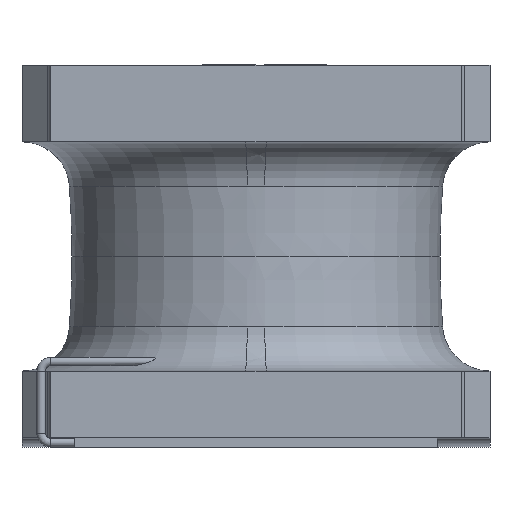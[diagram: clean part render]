
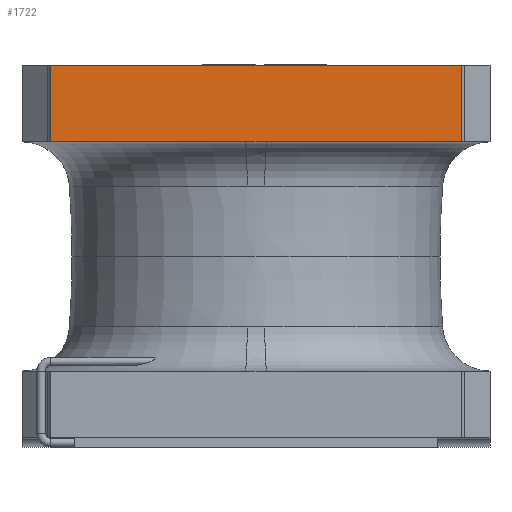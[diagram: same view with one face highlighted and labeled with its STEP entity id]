
A CAD part, front view. The second image highlights one B-rep face of the part: STEP entity #1722.
In plain terms, the highlighted planar face has unit normal (0, -1, 0).
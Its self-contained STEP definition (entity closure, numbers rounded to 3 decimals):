
#67 = ORIENTED_EDGE ( 'NONE', *, *, #14175, .T. ) ;
#340 = LINE ( 'NONE', #6154, #503 ) ;
#438 = DIRECTION ( 'NONE',  ( 1., 0., 0. ) ) ;
#503 = VECTOR ( 'NONE', #13270, 1000. ) ;
#1722 = ADVANCED_FACE ( 'NONE', ( #6302 ), #7735, .F. ) ;
#1845 = DIRECTION ( 'NONE',  ( 0., 0., 1. ) ) ;
#2167 = ORIENTED_EDGE ( 'NONE', *, *, #2584, .F. ) ;
#2278 = EDGE_CURVE ( 'NONE', #12396, #9582, #16021, .T. ) ;
#2308 = VERTEX_POINT ( 'NONE', #16952 ) ;
#2584 = EDGE_CURVE ( 'NONE', #13455, #9582, #340, .T. ) ;
#2856 = ORIENTED_EDGE ( 'NONE', *, *, #6884, .F. ) ;
#3019 = DIRECTION ( 'NONE',  ( 1., 0., 0. ) ) ;
#3614 = CARTESIAN_POINT ( 'NONE',  ( -2.15, -2.45, 4. ) ) ;
#4129 = CARTESIAN_POINT ( 'NONE',  ( 2.15, -2.45, 3.2 ) ) ;
#4592 = DIRECTION ( 'NONE',  ( 1., 0., 0. ) ) ;
#4620 = DIRECTION ( 'NONE',  ( 1., 0., 0. ) ) ;
#5030 = CARTESIAN_POINT ( 'NONE',  ( 0.116, -2.45, 3.2 ) ) ;
#5268 = CARTESIAN_POINT ( 'NONE',  ( -2.15, -2.45, 3.2 ) ) ;
#5339 = EDGE_CURVE ( 'NONE', #5947, #2308, #12839, .T. ) ;
#5652 = ORIENTED_EDGE ( 'NONE', *, *, #2278, .T. ) ;
#5757 = VECTOR ( 'NONE', #438, 1000. ) ;
#5856 = VECTOR ( 'NONE', #3019, 1000. ) ;
#5909 = CARTESIAN_POINT ( 'NONE',  ( 0., -2.45, 3.2 ) ) ;
#5947 = VERTEX_POINT ( 'NONE', #5268 ) ;
#6022 = LINE ( 'NONE', #11826, #10758 ) ;
#6154 = CARTESIAN_POINT ( 'NONE',  ( 2.15, -2.45, 14.93 ) ) ;
#6302 = FACE_OUTER_BOUND ( 'NONE', #11328, .T. ) ;
#6884 = EDGE_CURVE ( 'NONE', #8868, #13455, #6022, .T. ) ;
#7728 = EDGE_CURVE ( 'NONE', #8868, #5947, #8046, .T. ) ;
#7735 = PLANE ( 'NONE',  #13380 ) ;
#7764 = CARTESIAN_POINT ( 'NONE',  ( 0., -2.45, 3.2 ) ) ;
#7813 = DIRECTION ( 'NONE',  ( 0., 1., 0. ) ) ;
#8046 = LINE ( 'NONE', #16617, #17797 ) ;
#8242 = DIRECTION ( 'NONE',  ( 0., 0., -1. ) ) ;
#8800 = CARTESIAN_POINT ( 'NONE',  ( 0., -2.45, 3.2 ) ) ;
#8868 = VERTEX_POINT ( 'NONE', #3614 ) ;
#9357 = ORIENTED_EDGE ( 'NONE', *, *, #7728, .T. ) ;
#9582 = VERTEX_POINT ( 'NONE', #4129 ) ;
#10696 = LINE ( 'NONE', #7764, #5757 ) ;
#10758 = VECTOR ( 'NONE', #4592, 1000. ) ;
#11328 = EDGE_LOOP ( 'NONE', ( #2856, #9357, #18242, #67, #5652, #2167 ) ) ;
#11826 = CARTESIAN_POINT ( 'NONE',  ( 0., -2.45, 4. ) ) ;
#12396 = VERTEX_POINT ( 'NONE', #5030 ) ;
#12839 = LINE ( 'NONE', #5909, #5856 ) ;
#13270 = DIRECTION ( 'NONE',  ( 0., 0., -1. ) ) ;
#13380 = AXIS2_PLACEMENT_3D ( 'NONE', #15231, #7813, #1845 ) ;
#13455 = VERTEX_POINT ( 'NONE', #18760 ) ;
#14175 = EDGE_CURVE ( 'NONE', #2308, #12396, #10696, .T. ) ;
#15231 = CARTESIAN_POINT ( 'NONE',  ( 0., -2.45, 14.93 ) ) ;
#16021 = LINE ( 'NONE', #8800, #17601 ) ;
#16617 = CARTESIAN_POINT ( 'NONE',  ( -2.15, -2.45, 14.93 ) ) ;
#16952 = CARTESIAN_POINT ( 'NONE',  ( -0.116, -2.45, 3.2 ) ) ;
#17601 = VECTOR ( 'NONE', #4620, 1000. ) ;
#17797 = VECTOR ( 'NONE', #8242, 1000. ) ;
#18242 = ORIENTED_EDGE ( 'NONE', *, *, #5339, .T. ) ;
#18760 = CARTESIAN_POINT ( 'NONE',  ( 2.15, -2.45, 4. ) ) ;
